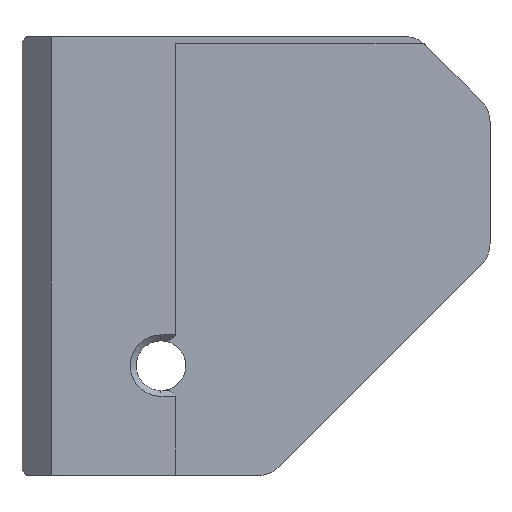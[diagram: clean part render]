
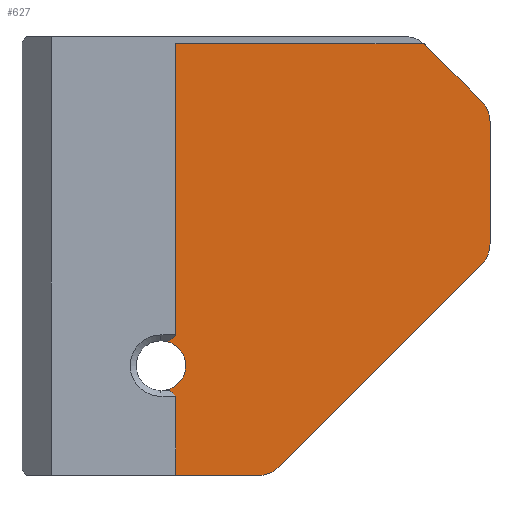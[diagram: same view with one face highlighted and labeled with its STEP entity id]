
A CAD part, top view. The second image highlights one B-rep face of the part: STEP entity #627.
In plain terms, the highlighted planar face has unit normal (0, 0, 1).
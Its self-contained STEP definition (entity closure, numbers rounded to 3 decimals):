
#27=CIRCLE('',#679,1.7);
#28=CIRCLE('',#680,2.);
#29=CIRCLE('',#681,2.);
#30=CIRCLE('',#682,2.);
#31=CIRCLE('',#683,2.);
#46=FACE_OUTER_BOUND('',#83,.T.);
#83=EDGE_LOOP('',(#420,#421,#422,#423,#424,#425,#426,#427,#428,#429,#430,
#431,#432,#433,#434,#435));
#120=LINE('',#922,#194);
#124=LINE('',#930,#198);
#125=LINE('',#932,#199);
#126=LINE('',#934,#200);
#127=LINE('',#938,#201);
#128=LINE('',#940,#202);
#129=LINE('',#942,#203);
#130=LINE('',#944,#204);
#131=LINE('',#948,#205);
#132=LINE('',#952,#206);
#133=LINE('',#956,#207);
#194=VECTOR('',#736,10.);
#198=VECTOR('',#742,1000.);
#199=VECTOR('',#743,1000.);
#200=VECTOR('',#744,1000.);
#201=VECTOR('',#747,1000.);
#202=VECTOR('',#748,1000.);
#203=VECTOR('',#749,1000.);
#204=VECTOR('',#750,1000.);
#205=VECTOR('',#753,1000.);
#206=VECTOR('',#756,1000.);
#207=VECTOR('',#759,1000.);
#268=VERTEX_POINT('',#920);
#269=VERTEX_POINT('',#921);
#272=VERTEX_POINT('',#929);
#273=VERTEX_POINT('',#931);
#274=VERTEX_POINT('',#933);
#275=VERTEX_POINT('',#935);
#276=VERTEX_POINT('',#937);
#277=VERTEX_POINT('',#939);
#278=VERTEX_POINT('',#941);
#279=VERTEX_POINT('',#943);
#280=VERTEX_POINT('',#945);
#281=VERTEX_POINT('',#947);
#282=VERTEX_POINT('',#949);
#283=VERTEX_POINT('',#951);
#284=VERTEX_POINT('',#953);
#285=VERTEX_POINT('',#955);
#324=EDGE_CURVE('',#268,#269,#120,.T.);
#328=EDGE_CURVE('',#272,#269,#124,.T.);
#329=EDGE_CURVE('',#273,#272,#125,.T.);
#330=EDGE_CURVE('',#274,#273,#126,.T.);
#331=EDGE_CURVE('',#275,#274,#27,.T.);
#332=EDGE_CURVE('',#276,#275,#127,.T.);
#333=EDGE_CURVE('',#277,#276,#128,.T.);
#334=EDGE_CURVE('',#278,#277,#129,.T.);
#335=EDGE_CURVE('',#278,#279,#130,.T.);
#336=EDGE_CURVE('',#280,#279,#28,.T.);
#337=EDGE_CURVE('',#280,#281,#131,.T.);
#338=EDGE_CURVE('',#281,#282,#29,.T.);
#339=EDGE_CURVE('',#283,#282,#132,.T.);
#340=EDGE_CURVE('',#283,#284,#30,.T.);
#341=EDGE_CURVE('',#284,#285,#133,.T.);
#342=EDGE_CURVE('',#285,#268,#31,.T.);
#420=ORIENTED_EDGE('',*,*,#324,.T.);
#421=ORIENTED_EDGE('',*,*,#328,.F.);
#422=ORIENTED_EDGE('',*,*,#329,.F.);
#423=ORIENTED_EDGE('',*,*,#330,.F.);
#424=ORIENTED_EDGE('',*,*,#331,.F.);
#425=ORIENTED_EDGE('',*,*,#332,.F.);
#426=ORIENTED_EDGE('',*,*,#333,.F.);
#427=ORIENTED_EDGE('',*,*,#334,.F.);
#428=ORIENTED_EDGE('',*,*,#335,.T.);
#429=ORIENTED_EDGE('',*,*,#336,.F.);
#430=ORIENTED_EDGE('',*,*,#337,.T.);
#431=ORIENTED_EDGE('',*,*,#338,.T.);
#432=ORIENTED_EDGE('',*,*,#339,.F.);
#433=ORIENTED_EDGE('',*,*,#340,.T.);
#434=ORIENTED_EDGE('',*,*,#341,.T.);
#435=ORIENTED_EDGE('',*,*,#342,.T.);
#601=PLANE('',#678);
#627=ADVANCED_FACE('',(#46),#601,.F.);
#678=AXIS2_PLACEMENT_3D('',#928,#740,#741);
#679=AXIS2_PLACEMENT_3D('',#936,#745,#746);
#680=AXIS2_PLACEMENT_3D('',#946,#751,#752);
#681=AXIS2_PLACEMENT_3D('',#950,#754,#755);
#682=AXIS2_PLACEMENT_3D('',#954,#757,#758);
#683=AXIS2_PLACEMENT_3D('',#957,#760,#761);
#736=DIRECTION('',(-1.,0.,0.));
#740=DIRECTION('center_axis',(0.,0.,-1.));
#741=DIRECTION('ref_axis',(-1.,0.,0.));
#742=DIRECTION('',(0.,1.,0.));
#743=DIRECTION('',(0.707,0.707,0.));
#744=DIRECTION('',(1.,0.,0.));
#745=DIRECTION('center_axis',(0.,0.,1.));
#746=DIRECTION('ref_axis',(-1.,0.,0.));
#747=DIRECTION('',(-1.,0.,0.));
#748=DIRECTION('',(-0.707,0.707,0.));
#749=DIRECTION('',(0.,1.,0.));
#750=DIRECTION('',(1.,0.,0.));
#751=DIRECTION('center_axis',(0.,0.,-1.));
#752=DIRECTION('ref_axis',(-1.,0.,0.));
#753=DIRECTION('',(0.707,0.707,0.));
#754=DIRECTION('center_axis',(0.,0.,1.));
#755=DIRECTION('ref_axis',(-1.,0.,0.));
#756=DIRECTION('',(0.,-1.,0.));
#757=DIRECTION('center_axis',(0.,0.,1.));
#758=DIRECTION('ref_axis',(-1.,0.,0.));
#759=DIRECTION('',(-0.707,0.707,0.));
#760=DIRECTION('center_axis',(0.,0.,1.));
#761=DIRECTION('ref_axis',(-1.,0.,0.));
#920=CARTESIAN_POINT('',(29.494,62.5,-3.));
#921=CARTESIAN_POINT('',(12.5,62.5,-3.));
#922=CARTESIAN_POINT('',(15.75,62.5,-3.));
#928=CARTESIAN_POINT('Origin',(19.,70.159,-3.));
#929=CARTESIAN_POINT('',(12.5,42.6,-3.));
#930=CARTESIAN_POINT('',(12.5,67.,-3.));
#931=CARTESIAN_POINT('',(12.1,42.2,-3.));
#932=CARTESIAN_POINT('',(29.529,59.629,-3.));
#933=CARTESIAN_POINT('',(11.5,42.2,-3.));
#934=CARTESIAN_POINT('',(11.5,42.2,-3.));
#935=CARTESIAN_POINT('',(11.5,38.8,-3.));
#936=CARTESIAN_POINT('Origin',(11.5,40.5,-3.));
#937=CARTESIAN_POINT('',(12.1,38.8,-3.));
#938=CARTESIAN_POINT('',(11.5,38.8,-3.));
#939=CARTESIAN_POINT('',(12.5,38.4,-3.));
#940=CARTESIAN_POINT('',(-0.129,51.029,-3.));
#941=CARTESIAN_POINT('',(12.5,33.,-3.));
#942=CARTESIAN_POINT('',(12.5,67.,-3.));
#943=CARTESIAN_POINT('',(18.172,33.,-3.));
#944=CARTESIAN_POINT('',(0.,33.,-3.));
#945=CARTESIAN_POINT('',(19.586,33.586,-3.));
#946=CARTESIAN_POINT('Origin',(18.172,35.,-3.));
#947=CARTESIAN_POINT('',(33.414,47.414,-3.));
#948=CARTESIAN_POINT('',(34.,48.,-3.));
#949=CARTESIAN_POINT('',(34.,48.828,-3.));
#950=CARTESIAN_POINT('Origin',(32.,48.828,-3.));
#951=CARTESIAN_POINT('',(34.,57.172,-3.));
#952=CARTESIAN_POINT('',(34.,70.159,-3.));
#953=CARTESIAN_POINT('',(33.414,58.586,-3.));
#954=CARTESIAN_POINT('Origin',(32.,57.172,-3.));
#955=CARTESIAN_POINT('',(29.586,62.414,-3.));
#956=CARTESIAN_POINT('',(34.,58.,-3.));
#957=CARTESIAN_POINT('Origin',(28.172,61.,-3.));
